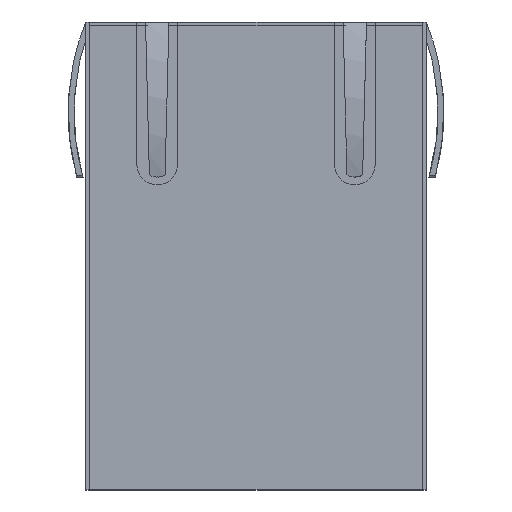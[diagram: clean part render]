
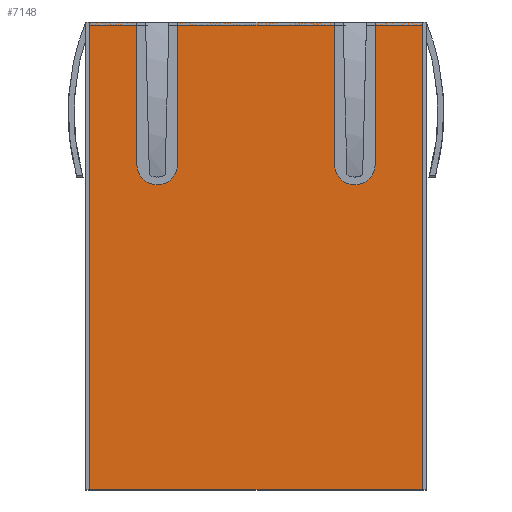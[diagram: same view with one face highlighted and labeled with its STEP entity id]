
A CAD part, top view. The second image highlights one B-rep face of the part: STEP entity #7148.
In plain terms, the highlighted free-form (B-spline) face has degree [1, 1] with [2, 2] control points.
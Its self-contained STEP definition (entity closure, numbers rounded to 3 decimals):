
#6888=CARTESIAN_POINT('',(6.147,21.07,11.3));
#6889=VERTEX_POINT('',#6888);
#6890=CARTESIAN_POINT('',(6.147,13.72,11.3));
#6891=VERTEX_POINT('',#6890);
#6892=CARTESIAN_POINT('',(6.147,21.07,11.3));
#6893=DIRECTION('',(0.0,-1.0,0.0));
#6894=VECTOR('',#6893,7.35);
#6895=LINE('',#6892,#6894);
#6896=EDGE_CURVE('',#6889,#6891,#6895,.T.);
#6928=CARTESIAN_POINT('',(4.047,13.72,11.3));
#6929=VERTEX_POINT('',#6928);
#6930=CARTESIAN_POINT('',(5.097,13.72,11.3));
#6931=DIRECTION('',(0.0,0.0,-1.0));
#6932=DIRECTION('',(0.0,-1.0,0.0));
#6933=AXIS2_PLACEMENT_3D('',#6930,#6931,#6932);
#6934=CIRCLE('',#6933,1.05);
#6935=EDGE_CURVE('',#6891,#6929,#6934,.T.);
#6961=CARTESIAN_POINT('',(4.047,21.07,11.3));
#6962=VERTEX_POINT('',#6961);
#6963=CARTESIAN_POINT('',(4.047,13.72,11.3));
#6964=DIRECTION('',(0.0,1.0,0.0));
#6965=VECTOR('',#6964,7.35);
#6966=LINE('',#6963,#6965);
#6967=EDGE_CURVE('',#6929,#6962,#6966,.T.);
#6992=CARTESIAN_POINT('',(-4.047,21.07,11.3));
#6993=VERTEX_POINT('',#6992);
#6994=CARTESIAN_POINT('',(-4.047,13.72,11.3));
#6995=VERTEX_POINT('',#6994);
#6996=CARTESIAN_POINT('',(-4.047,21.07,11.3));
#6997=DIRECTION('',(0.0,-1.0,0.0));
#6998=VECTOR('',#6997,7.35);
#6999=LINE('',#6996,#6998);
#7000=EDGE_CURVE('',#6993,#6995,#6999,.T.);
#7032=CARTESIAN_POINT('',(-6.147,13.72,11.3));
#7033=VERTEX_POINT('',#7032);
#7034=CARTESIAN_POINT('',(-5.097,13.72,11.3));
#7035=DIRECTION('',(0.0,0.0,-1.0));
#7036=DIRECTION('',(0.0,-1.0,0.0));
#7037=AXIS2_PLACEMENT_3D('',#7034,#7035,#7036);
#7038=CIRCLE('',#7037,1.05);
#7039=EDGE_CURVE('',#6995,#7033,#7038,.T.);
#7065=CARTESIAN_POINT('',(-6.147,21.07,11.3));
#7066=VERTEX_POINT('',#7065);
#7067=CARTESIAN_POINT('',(-6.147,13.72,11.3));
#7068=DIRECTION('',(0.0,1.0,0.0));
#7069=VECTOR('',#7068,7.35);
#7070=LINE('',#7067,#7069);
#7071=EDGE_CURVE('',#7033,#7066,#7070,.T.);
#7091=CARTESIAN_POINT('',(8.59,21.07,11.3));
#7092=CARTESIAN_POINT('',(8.59,-3.06,11.3));
#7093=CARTESIAN_POINT('',(-8.59,21.07,11.3));
#7094=CARTESIAN_POINT('',(-8.59,-3.06,11.3));
#7095=B_SPLINE_SURFACE_WITH_KNOTS('',1,1,((#7091,#7093),(#7092,#7094)),.UNSPECIFIED.,.F.,.F.,.U.,(2,2),(2,2),(0.0,24.13),(0.0,17.18),.UNSPECIFIED.);
#7096=ORIENTED_EDGE('',*,*,#6896,.T.);
#7097=ORIENTED_EDGE('',*,*,#6935,.T.);
#7098=ORIENTED_EDGE('',*,*,#6967,.T.);
#7099=CARTESIAN_POINT('',(4.047,21.07,11.3));
#7100=DIRECTION('',(-1.0,0.0,0.0));
#7101=VECTOR('',#7100,8.094);
#7102=LINE('',#7099,#7101);
#7103=EDGE_CURVE('',#6962,#6993,#7102,.T.);
#7104=ORIENTED_EDGE('',*,*,#7103,.T.);
#7105=ORIENTED_EDGE('',*,*,#7000,.T.);
#7106=ORIENTED_EDGE('',*,*,#7039,.T.);
#7107=ORIENTED_EDGE('',*,*,#7071,.T.);
#7108=CARTESIAN_POINT('',(-8.59,21.07,11.3));
#7109=VERTEX_POINT('',#7108);
#7110=CARTESIAN_POINT('',(-6.147,21.07,11.3));
#7111=DIRECTION('',(-1.0,0.0,0.0));
#7112=VECTOR('',#7111,2.443);
#7113=LINE('',#7110,#7112);
#7114=EDGE_CURVE('',#7066,#7109,#7113,.T.);
#7115=ORIENTED_EDGE('',*,*,#7114,.T.);
#7116=CARTESIAN_POINT('',(-8.59,-3.06,11.3));
#7117=VERTEX_POINT('',#7116);
#7118=CARTESIAN_POINT('',(-8.59,-3.06,11.3));
#7119=DIRECTION('',(0.0,1.0,0.0));
#7120=VECTOR('',#7119,24.13);
#7121=LINE('',#7118,#7120);
#7122=EDGE_CURVE('',#7117,#7109,#7121,.T.);
#7123=ORIENTED_EDGE('',*,*,#7122,.F.);
#7124=CARTESIAN_POINT('',(8.59,-3.06,11.3));
#7125=VERTEX_POINT('',#7124);
#7126=CARTESIAN_POINT('',(-8.59,-3.06,11.3));
#7127=DIRECTION('',(1.0,0.0,0.0));
#7128=VECTOR('',#7127,17.18);
#7129=LINE('',#7126,#7128);
#7130=EDGE_CURVE('',#7117,#7125,#7129,.T.);
#7131=ORIENTED_EDGE('',*,*,#7130,.T.);
#7132=CARTESIAN_POINT('',(8.59,21.07,11.3));
#7133=VERTEX_POINT('',#7132);
#7134=CARTESIAN_POINT('',(8.59,-3.06,11.3));
#7135=DIRECTION('',(0.0,1.0,0.0));
#7136=VECTOR('',#7135,24.13);
#7137=LINE('',#7134,#7136);
#7138=EDGE_CURVE('',#7125,#7133,#7137,.T.);
#7139=ORIENTED_EDGE('',*,*,#7138,.T.);
#7140=CARTESIAN_POINT('',(8.59,21.07,11.3));
#7141=DIRECTION('',(-1.0,0.0,0.0));
#7142=VECTOR('',#7141,2.443);
#7143=LINE('',#7140,#7142);
#7144=EDGE_CURVE('',#7133,#6889,#7143,.T.);
#7145=ORIENTED_EDGE('',*,*,#7144,.T.);
#7146=EDGE_LOOP('',(#7096,#7097,#7098,#7104,#7105,#7106,#7107,#7115,#7123,#7131,#7139,#7145));
#7147=FACE_OUTER_BOUND('',#7146,.T.);
#7148=ADVANCED_FACE('',(#7147),#7095,.F.);
